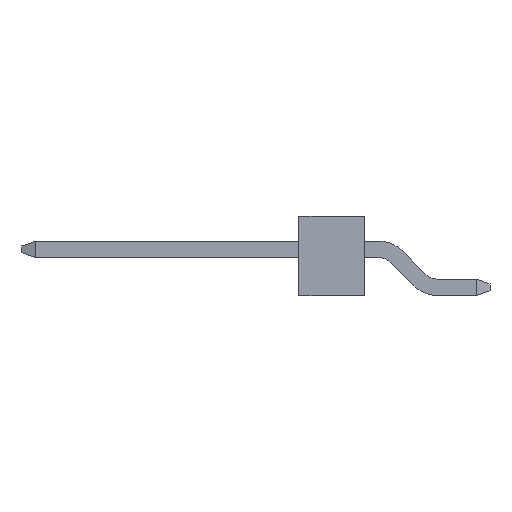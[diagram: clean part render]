
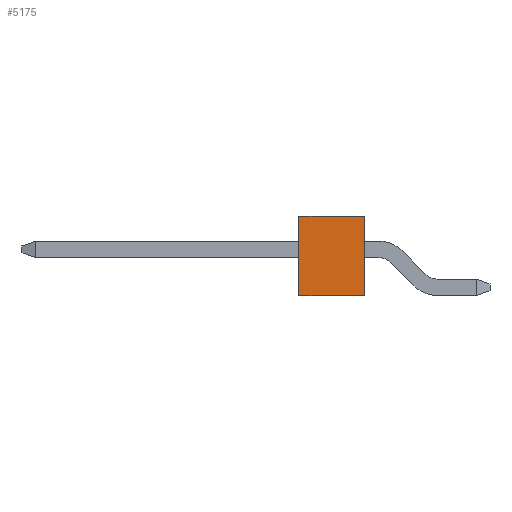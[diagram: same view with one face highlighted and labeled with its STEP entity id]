
A CAD part, left-side view. The second image highlights one B-rep face of the part: STEP entity #5175.
In plain terms, the highlighted face is planar.
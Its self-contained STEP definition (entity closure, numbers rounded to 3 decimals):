
#1018 = VERTEX_POINT('',#1019);
#1019 = CARTESIAN_POINT('',(20.32,-1.524,-1.27));
#1025 = EDGE_CURVE('',#1026,#1018,#1028,.T.);
#1026 = VERTEX_POINT('',#1027);
#1027 = CARTESIAN_POINT('',(20.32,-1.524,1.27));
#1028 = LINE('',#1029,#1030);
#1029 = CARTESIAN_POINT('',(20.32,-1.524,1.27));
#1030 = VECTOR('',#1031,1.);
#1031 = DIRECTION('',(0.,0.,-1.));
#1755 = EDGE_CURVE('',#1026,#1756,#1758,.T.);
#1756 = VERTEX_POINT('',#1757);
#1757 = CARTESIAN_POINT('',(20.32,1.524,1.27));
#1758 = LINE('',#1759,#1760);
#1759 = CARTESIAN_POINT('',(20.32,-1.524,1.27));
#1760 = VECTOR('',#1761,1.);
#1761 = DIRECTION('',(0.,1.,0.));
#3706 = VERTEX_POINT('',#3707);
#3707 = CARTESIAN_POINT('',(20.32,1.524,-1.27));
#3713 = EDGE_CURVE('',#1018,#3706,#3714,.T.);
#3714 = LINE('',#3715,#3716);
#3715 = CARTESIAN_POINT('',(20.32,-1.524,-1.27));
#3716 = VECTOR('',#3717,1.);
#3717 = DIRECTION('',(0.,1.,0.));
#4064 = EDGE_CURVE('',#1756,#3706,#4065,.T.);
#4065 = LINE('',#4066,#4067);
#4066 = CARTESIAN_POINT('',(20.32,1.524,1.27));
#4067 = VECTOR('',#4068,1.);
#4068 = DIRECTION('',(0.,0.,-1.));
#5175 = ADVANCED_FACE('',(#5176),#5182,.F.);
#5176 = FACE_BOUND('',#5177,.T.);
#5177 = EDGE_LOOP('',(#5178,#5179,#5180,#5181));
#5178 = ORIENTED_EDGE('',*,*,#3713,.T.);
#5179 = ORIENTED_EDGE('',*,*,#4064,.F.);
#5180 = ORIENTED_EDGE('',*,*,#1755,.F.);
#5181 = ORIENTED_EDGE('',*,*,#1025,.T.);
#5182 = PLANE('',#5183);
#5183 = AXIS2_PLACEMENT_3D('',#5184,#5185,#5186);
#5184 = CARTESIAN_POINT('',(20.32,-1.524,1.27));
#5185 = DIRECTION('',(-1.,0.,0.));
#5186 = DIRECTION('',(0.,0.,1.));
